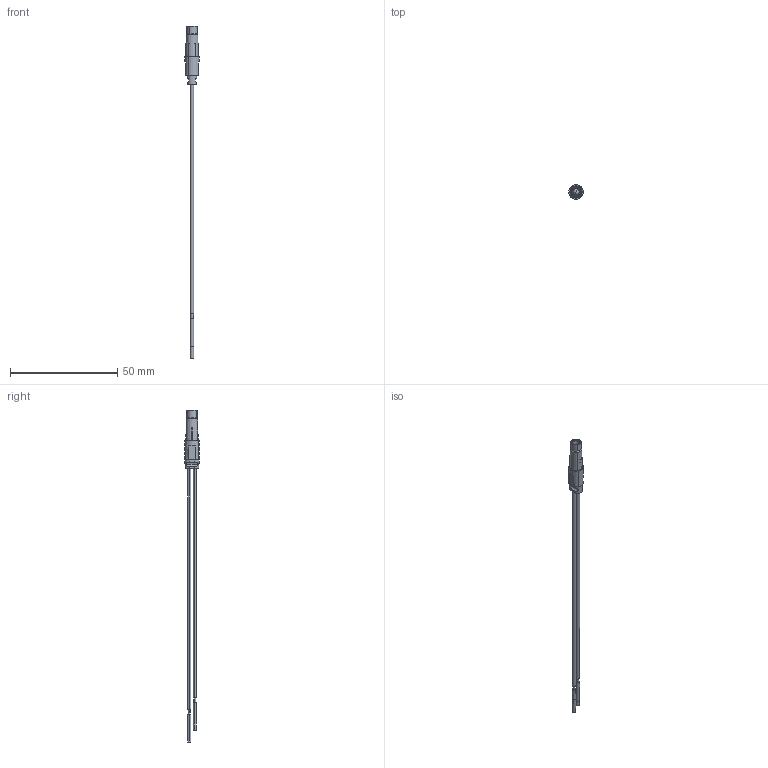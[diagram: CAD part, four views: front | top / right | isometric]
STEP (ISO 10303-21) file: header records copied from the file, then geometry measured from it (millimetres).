
FILE_DESCRIPTION(('CATIA V5 STEP Exchange','CAx-IF Rec.Pracs.--- Model Styling and Organization---1.5--- 2016-08-15','CAx-IF Rec.Pracs.---Supplemental Geometry---1.0---2011-11-01','CAx-IF Rec.Pracs.--- Composite Materials ---1.1---2010-07-15'),'2;1');
FILE_NAME('067664.stp','2022-07-29T06:36:33+00:00',('none'),('none'),'CATIA Version 5-6 Release 2020 SP3','CATIA V5 STEP AP214 v2','none');
FILE_SCHEMA(('AUTOMOTIVE_DESIGN { 1 0 10303 214 1 1 1 1 }'));
Length unit declared in the file: millimetre
Products named in the file (1): Part7
Bounding box: 6.8 x 6.8 x 154.55 mm (x, y, z)
Surface area: 2518.7 mm2 (no closed solid volume)
Topology: 0 solids, 3 shells, 189 faces, 478 edges, 295 vertices
Faces by surface type: plane 77, cone 48, cylinder 36, torus 24, sphere 2, bspline 2
Entity records: 5637 total; most frequent: CARTESIAN_POINT 1614, ORIENTED_EDGE 928, DIRECTION 613, EDGE_CURVE 464, AXIS2_PLACEMENT_3D 314, VERTEX_POINT 295, EDGE_LOOP 207, ADVANCED_FACE 189
